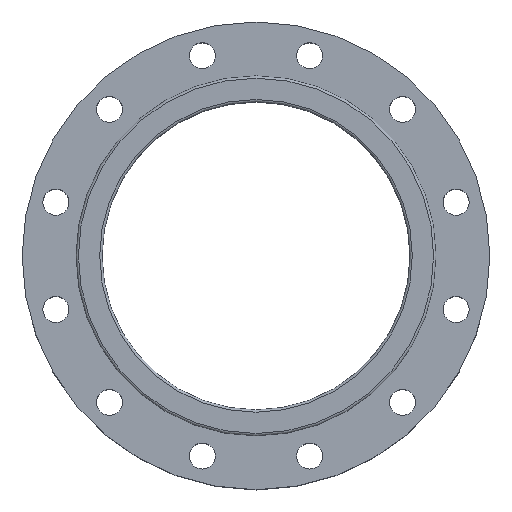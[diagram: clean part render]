
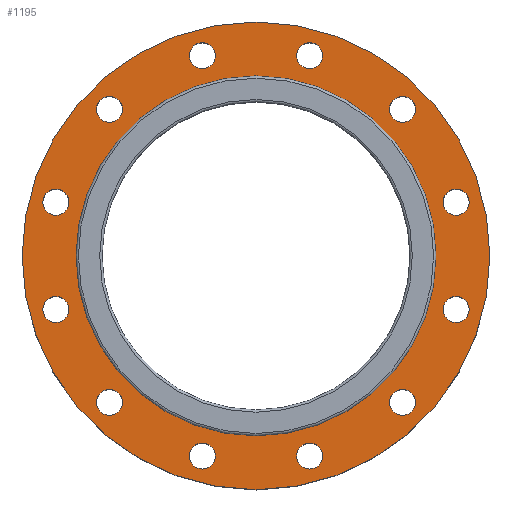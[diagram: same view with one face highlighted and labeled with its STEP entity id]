
A CAD part, top view. The second image highlights one B-rep face of the part: STEP entity #1195.
In plain terms, the highlighted face is planar.
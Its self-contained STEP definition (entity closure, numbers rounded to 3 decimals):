
#38=FACE_BOUND('',#297,.T.);
#39=FACE_BOUND('',#298,.T.);
#40=FACE_BOUND('',#299,.T.);
#41=FACE_BOUND('',#300,.T.);
#42=FACE_BOUND('',#301,.T.);
#43=FACE_BOUND('',#302,.T.);
#44=FACE_BOUND('',#303,.T.);
#45=FACE_BOUND('',#304,.T.);
#46=FACE_BOUND('',#305,.T.);
#47=FACE_BOUND('',#306,.T.);
#48=FACE_BOUND('',#307,.T.);
#49=FACE_BOUND('',#308,.T.);
#50=FACE_BOUND('',#309,.T.);
#72=PLANE('',#1453);
#222=FACE_OUTER_BOUND('',#296,.T.);
#296=EDGE_LOOP('',(#1025));
#297=EDGE_LOOP('',(#1026));
#298=EDGE_LOOP('',(#1027));
#299=EDGE_LOOP('',(#1028));
#300=EDGE_LOOP('',(#1029));
#301=EDGE_LOOP('',(#1030));
#302=EDGE_LOOP('',(#1031));
#303=EDGE_LOOP('',(#1032));
#304=EDGE_LOOP('',(#1033));
#305=EDGE_LOOP('',(#1034));
#306=EDGE_LOOP('',(#1035));
#307=EDGE_LOOP('',(#1036));
#308=EDGE_LOOP('',(#1037));
#309=EDGE_LOOP('',(#1038));
#428=CIRCLE('',#1416,11.);
#430=CIRCLE('',#1419,11.);
#432=CIRCLE('',#1422,11.);
#434=CIRCLE('',#1425,11.);
#436=CIRCLE('',#1428,11.);
#438=CIRCLE('',#1431,11.);
#440=CIRCLE('',#1434,11.);
#442=CIRCLE('',#1437,11.);
#444=CIRCLE('',#1440,11.);
#446=CIRCLE('',#1443,11.);
#448=CIRCLE('',#1446,11.);
#450=CIRCLE('',#1449,11.);
#451=CIRCLE('',#1451,197.5);
#453=CIRCLE('',#1454,152.);
#550=VERTEX_POINT('',#2178);
#552=VERTEX_POINT('',#2184);
#554=VERTEX_POINT('',#2190);
#556=VERTEX_POINT('',#2196);
#558=VERTEX_POINT('',#2202);
#560=VERTEX_POINT('',#2208);
#562=VERTEX_POINT('',#2214);
#564=VERTEX_POINT('',#2220);
#566=VERTEX_POINT('',#2226);
#568=VERTEX_POINT('',#2232);
#570=VERTEX_POINT('',#2238);
#572=VERTEX_POINT('',#2244);
#573=VERTEX_POINT('',#2248);
#575=VERTEX_POINT('',#2254);
#700=EDGE_CURVE('',#550,#550,#428,.T.);
#703=EDGE_CURVE('',#552,#552,#430,.T.);
#706=EDGE_CURVE('',#554,#554,#432,.T.);
#709=EDGE_CURVE('',#556,#556,#434,.T.);
#712=EDGE_CURVE('',#558,#558,#436,.T.);
#715=EDGE_CURVE('',#560,#560,#438,.T.);
#718=EDGE_CURVE('',#562,#562,#440,.T.);
#721=EDGE_CURVE('',#564,#564,#442,.T.);
#724=EDGE_CURVE('',#566,#566,#444,.T.);
#727=EDGE_CURVE('',#568,#568,#446,.T.);
#730=EDGE_CURVE('',#570,#570,#448,.T.);
#733=EDGE_CURVE('',#572,#572,#450,.T.);
#734=EDGE_CURVE('',#573,#573,#451,.T.);
#737=EDGE_CURVE('',#575,#575,#453,.T.);
#1025=ORIENTED_EDGE('',*,*,#734,.T.);
#1026=ORIENTED_EDGE('',*,*,#700,.T.);
#1027=ORIENTED_EDGE('',*,*,#703,.T.);
#1028=ORIENTED_EDGE('',*,*,#706,.T.);
#1029=ORIENTED_EDGE('',*,*,#709,.T.);
#1030=ORIENTED_EDGE('',*,*,#712,.T.);
#1031=ORIENTED_EDGE('',*,*,#715,.T.);
#1032=ORIENTED_EDGE('',*,*,#718,.T.);
#1033=ORIENTED_EDGE('',*,*,#721,.T.);
#1034=ORIENTED_EDGE('',*,*,#724,.T.);
#1035=ORIENTED_EDGE('',*,*,#727,.T.);
#1036=ORIENTED_EDGE('',*,*,#730,.T.);
#1037=ORIENTED_EDGE('',*,*,#733,.T.);
#1038=ORIENTED_EDGE('',*,*,#737,.F.);
#1195=ADVANCED_FACE('',(#222,#38,#39,#40,#41,#42,#43,#44,#45,#46,#47,#48,
#49,#50),#72,.T.);
#1416=AXIS2_PLACEMENT_3D('',#2180,#1780,#1781);
#1419=AXIS2_PLACEMENT_3D('',#2186,#1787,#1788);
#1422=AXIS2_PLACEMENT_3D('',#2192,#1794,#1795);
#1425=AXIS2_PLACEMENT_3D('',#2198,#1801,#1802);
#1428=AXIS2_PLACEMENT_3D('',#2204,#1808,#1809);
#1431=AXIS2_PLACEMENT_3D('',#2210,#1815,#1816);
#1434=AXIS2_PLACEMENT_3D('',#2216,#1822,#1823);
#1437=AXIS2_PLACEMENT_3D('',#2222,#1829,#1830);
#1440=AXIS2_PLACEMENT_3D('',#2228,#1836,#1837);
#1443=AXIS2_PLACEMENT_3D('',#2234,#1843,#1844);
#1446=AXIS2_PLACEMENT_3D('',#2240,#1850,#1851);
#1449=AXIS2_PLACEMENT_3D('',#2246,#1857,#1858);
#1451=AXIS2_PLACEMENT_3D('',#2249,#1861,#1862);
#1453=AXIS2_PLACEMENT_3D('',#2253,#1866,#1867);
#1454=AXIS2_PLACEMENT_3D('',#2255,#1868,#1869);
#1780=DIRECTION('center_axis',(0.,1.,0.));
#1781=DIRECTION('ref_axis',(-0.866,0.,0.5));
#1787=DIRECTION('center_axis',(0.,1.,0.));
#1788=DIRECTION('ref_axis',(-0.5,0.,0.866));
#1794=DIRECTION('center_axis',(0.,1.,0.));
#1795=DIRECTION('ref_axis',(0.,0.,1.));
#1801=DIRECTION('center_axis',(0.,1.,0.));
#1802=DIRECTION('ref_axis',(0.5,0.,0.866));
#1808=DIRECTION('center_axis',(0.,1.,0.));
#1809=DIRECTION('ref_axis',(0.866,0.,0.5));
#1815=DIRECTION('center_axis',(0.,1.,0.));
#1816=DIRECTION('ref_axis',(1.,0.,0.));
#1822=DIRECTION('center_axis',(0.,1.,0.));
#1823=DIRECTION('ref_axis',(0.866,0.,-0.5));
#1829=DIRECTION('center_axis',(0.,1.,0.));
#1830=DIRECTION('ref_axis',(0.5,0.,-0.866));
#1836=DIRECTION('center_axis',(0.,1.,0.));
#1837=DIRECTION('ref_axis',(0.,0.,-1.));
#1843=DIRECTION('center_axis',(0.,1.,0.));
#1844=DIRECTION('ref_axis',(-0.5,0.,-0.866));
#1850=DIRECTION('center_axis',(0.,1.,0.));
#1851=DIRECTION('ref_axis',(-0.866,0.,-0.5));
#1857=DIRECTION('center_axis',(0.,1.,0.));
#1858=DIRECTION('ref_axis',(-1.,0.,0.));
#1861=DIRECTION('center_axis',(0.,-1.,0.));
#1862=DIRECTION('ref_axis',(1.,0.,0.));
#1866=DIRECTION('center_axis',(0.,-1.,0.));
#1867=DIRECTION('ref_axis',(0.,0.,-1.));
#1868=DIRECTION('center_axis',(0.,-1.,0.));
#1869=DIRECTION('ref_axis',(1.,0.,0.));
#2178=CARTESIAN_POINT('',(-159.511,0.,39.793));
#2180=CARTESIAN_POINT('Origin',(-169.037,0.,
45.293));
#2184=CARTESIAN_POINT('',(-118.244,0.,114.217));
#2186=CARTESIAN_POINT('Origin',(-123.744,0.,
123.744));
#2190=CARTESIAN_POINT('',(-45.293,0.,158.037));
#2192=CARTESIAN_POINT('Origin',(-45.293,0.,169.037));
#2196=CARTESIAN_POINT('',(39.793,0.,159.511));
#2198=CARTESIAN_POINT('Origin',(45.293,0.,169.037));
#2202=CARTESIAN_POINT('',(114.217,0.,118.244));
#2204=CARTESIAN_POINT('Origin',(123.744,0.,123.744));
#2208=CARTESIAN_POINT('',(158.037,0.,45.293));
#2210=CARTESIAN_POINT('Origin',(169.037,0.,45.293));
#2214=CARTESIAN_POINT('',(159.511,0.,-39.793));
#2216=CARTESIAN_POINT('Origin',(169.037,0.,-45.293));
#2220=CARTESIAN_POINT('',(118.244,0.,-114.217));
#2222=CARTESIAN_POINT('Origin',(123.744,0.,-123.744));
#2226=CARTESIAN_POINT('',(45.293,0.,-158.037));
#2228=CARTESIAN_POINT('Origin',(45.293,0.,-169.037));
#2232=CARTESIAN_POINT('',(-39.793,0.,-159.511));
#2234=CARTESIAN_POINT('Origin',(-45.293,0.,
-169.037));
#2238=CARTESIAN_POINT('',(-114.217,0.,-118.244));
#2240=CARTESIAN_POINT('Origin',(-123.744,0.,
-123.744));
#2244=CARTESIAN_POINT('',(-158.037,0.,-45.293));
#2246=CARTESIAN_POINT('Origin',(-169.037,0.,
-45.293));
#2248=CARTESIAN_POINT('',(-197.5,0.,0.));
#2249=CARTESIAN_POINT('Origin',(0.,0.,
0.));
#2253=CARTESIAN_POINT('Origin',(152.,0.,0.));
#2254=CARTESIAN_POINT('',(-152.,0.,0.));
#2255=CARTESIAN_POINT('Origin',(0.,0.,
0.));
